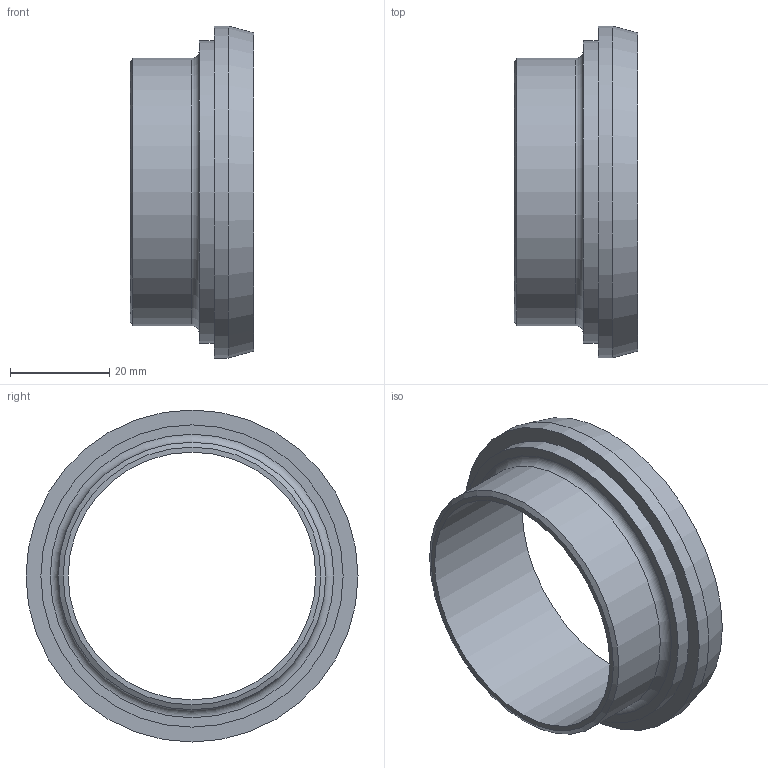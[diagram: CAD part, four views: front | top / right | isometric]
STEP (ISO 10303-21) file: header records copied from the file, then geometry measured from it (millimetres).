
FILE_DESCRIPTION(/* description */ ('Kuželové hrdlo KH Bupospol'),/* implementation_level */ '2;1');
FILE_NAME(/* name */ '20113050000.stp',/* time_stamp */ '2016-01-11T08:26:56+01:00',/* author */ ('Struska'),/* organization */ ('Bupospol'),/* preprocessor_version */ 'ST-DEVELOPER v15.6',/* originating_system */ 'Autodesk Inventor 2015',/* authorisation */ '');
FILE_SCHEMA (('CONFIG_CONTROL_DESIGN'));
Length unit declared in the file: millimetre
Products named in the file (1): 20113050000
Bounding box: 25 x 67 x 67 mm (x, y, z)
Volume: 19235.3 mm3; surface area: 11224.1 mm2
Topology: 1 solids, 1 shells, 11 faces, 18 edges, 11 vertices
Faces by surface type: cylinder 4, plane 4, cone 2, torus 1
Full cylindrical faces by diameter (mm): 50 x1, 54 x1, 61 x1, 67 x1
Entity records: 270 total; most frequent: DIRECTION 46, CARTESIAN_POINT 34, AXIS2_PLACEMENT_3D 23, EDGE_LOOP 22, ORIENTED_EDGE 22, STYLED_ITEM 12, FACE_BOUND 11, FACE_OUTER_BOUND 11
